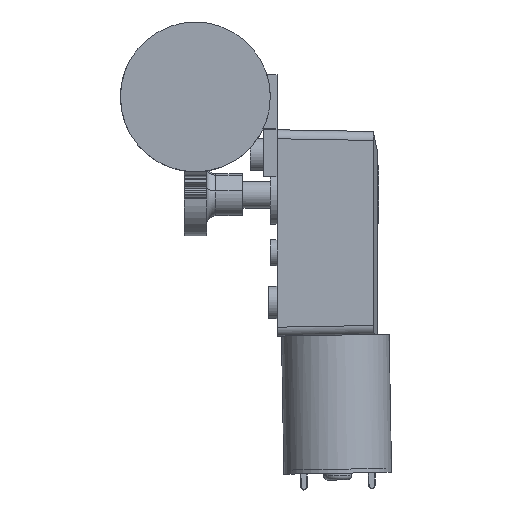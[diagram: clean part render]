
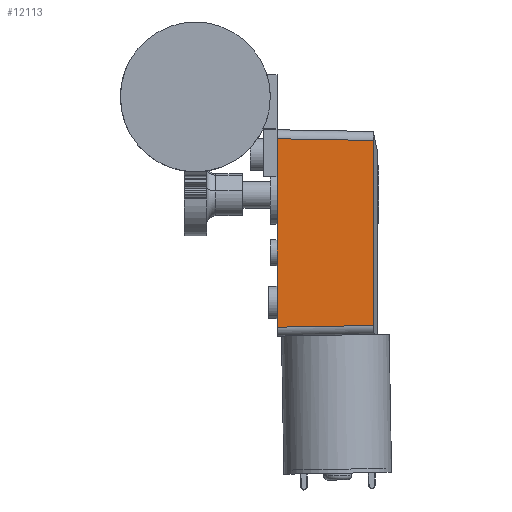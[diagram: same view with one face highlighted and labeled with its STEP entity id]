
A CAD part, left-side view. The second image highlights one B-rep face of the part: STEP entity #12113.
In plain terms, the highlighted face is planar.
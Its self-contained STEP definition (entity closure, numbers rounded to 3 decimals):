
#1361=FACE_OUTER_BOUND('',#2096,.T.);
#2096=EDGE_LOOP('',(#8304,#8305,#8306,#8307));
#2948=LINE('',#18263,#3977);
#2959=LINE('',#18307,#3988);
#2960=LINE('',#18309,#3989);
#2961=LINE('',#18310,#3990);
#3977=VECTOR('',#13797,42.001);
#3988=VECTOR('',#13836,21.446);
#3989=VECTOR('',#13837,41.252);
#3990=VECTOR('',#13838,21.446);
#5154=VERTEX_POINT('',#18260);
#5155=VERTEX_POINT('',#18262);
#5174=VERTEX_POINT('',#18306);
#5175=VERTEX_POINT('',#18308);
#6403=EDGE_CURVE('',#5154,#5155,#2948,.T.);
#6425=EDGE_CURVE('',#5154,#5174,#2959,.F.);
#6426=EDGE_CURVE('',#5174,#5175,#2960,.T.);
#6427=EDGE_CURVE('',#5175,#5155,#2961,.T.);
#8304=ORIENTED_EDGE('',*,*,#6403,.F.);
#8305=ORIENTED_EDGE('',*,*,#6425,.T.);
#8306=ORIENTED_EDGE('',*,*,#6426,.T.);
#8307=ORIENTED_EDGE('',*,*,#6427,.T.);
#11790=PLANE('',#12878);
#12113=ADVANCED_FACE('',(#1361),#11790,.T.);
#12878=AXIS2_PLACEMENT_3D('',#18305,#13834,#13835);
#13797=DIRECTION('',(1.,0.,0.));
#13834=DIRECTION('center_axis',(0.,-1.,
-0.017));
#13835=DIRECTION('ref_axis',(0.,0.017,-1.));
#13836=DIRECTION('',(-0.017,-0.017,1.));
#13837=DIRECTION('',(1.,0.,0.));
#13838=DIRECTION('',(0.017,-0.017,1.));
#18260=CARTESIAN_POINT('',(-29.5,-15.8,0.));
#18262=CARTESIAN_POINT('',(12.5,-15.8,0.));
#18263=CARTESIAN_POINT('',(-29.5,-15.8,0.));
#18305=CARTESIAN_POINT('Origin',(-31.5,-15.8,0.));
#18306=CARTESIAN_POINT('',(-29.126,-15.426,-21.44));
#18307=CARTESIAN_POINT('',(-29.126,-15.426,-21.44));
#18308=CARTESIAN_POINT('',(12.126,-15.426,-21.44));
#18309=CARTESIAN_POINT('',(-29.126,-15.426,-21.44));
#18310=CARTESIAN_POINT('',(12.126,-15.426,-21.44));
